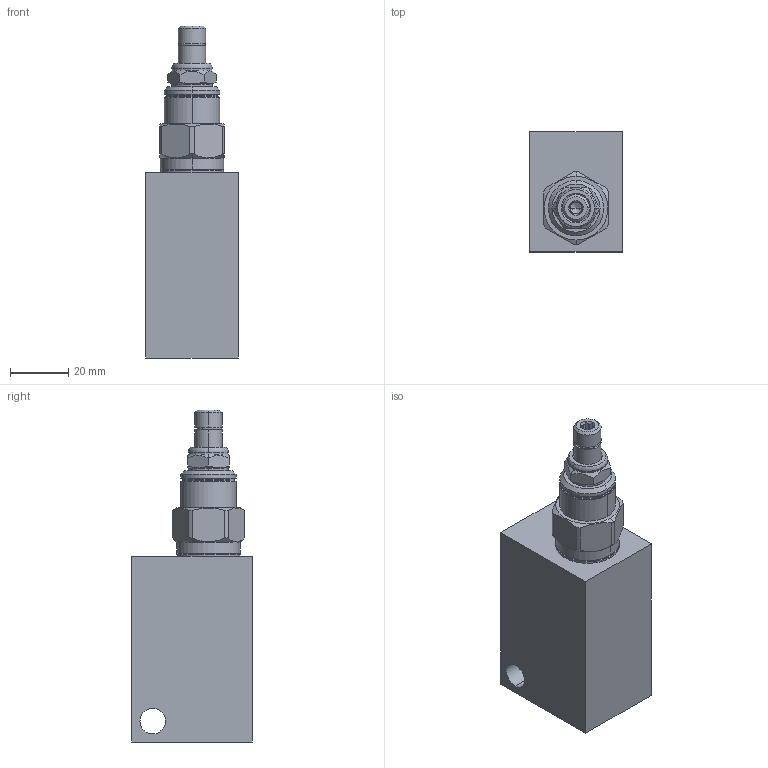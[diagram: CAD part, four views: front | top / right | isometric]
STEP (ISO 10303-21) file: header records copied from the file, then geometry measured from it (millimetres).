
FILE_DESCRIPTION((''),'2;1');
FILE_NAME('RPECLCN-FAJ-S_ASM','2023-05-31T',('ProEService'),(''),'PRO/ENGINEER BY PARAMETRIC TECHNOLOGY CORPORATION, 2014200','PRO/ENGINEER BY PARAMETRIC TECHNOLOGY CORPORATION, 2014200','');
FILE_SCHEMA(('CONFIG_CONTROL_DESIGN'));
Length unit declared in the file: inch
Products named in the file (3): 150-186-005; RPECLCN; RPECLCN-FAJ-S_ASM
Assembly tree (2 placements, depth 2):
  RPECLCN-FAJ-S_ASM
    150-186-005
    RPECLCN
Bounding box: 31.75 x 41.15 x 113.61 mm (x, y, z)
Volume: 80578.3 mm3; surface area: 24336.8 mm2
Topology: 3 solids, 4 shells, 310 faces, 845 edges, 626 vertices
Faces by surface type: cylinder 130, cone 74, plane 68, torus 32, revolution 6
Entity records: 11956 total; most frequent: CARTESIAN_POINT 4049, DIRECTION 1711, ORIENTED_EDGE 1426, EDGE_CURVE 713, AXIS2_PLACEMENT_3D 662, VERTEX_POINT 438, VECTOR 381, LINE 381
